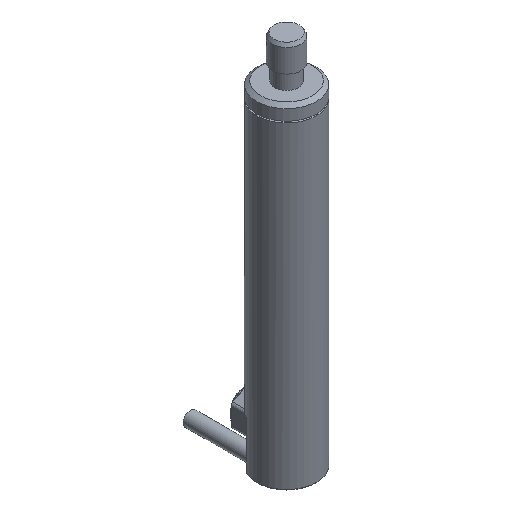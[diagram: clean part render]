
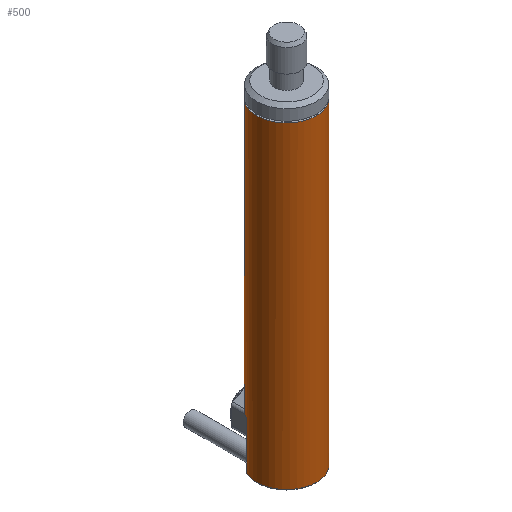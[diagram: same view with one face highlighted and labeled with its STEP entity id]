
A CAD part, isometric view. The second image highlights one B-rep face of the part: STEP entity #500.
In plain terms, the highlighted cylindrical face has radius 12.5 mm (diameter 25 mm), a full revolution.
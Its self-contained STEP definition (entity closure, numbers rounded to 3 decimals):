
#43=LINE('',#852,#72);
#45=LINE('',#855,#74);
#72=VECTOR('',#688,19.8);
#74=VECTOR('',#690,19.8);
#103=FACE_BOUND('',#179,.T.);
#137=FACE_OUTER_BOUND('',#178,.T.);
#178=EDGE_LOOP('',(#438,#439,#440,#441));
#179=EDGE_LOOP('',(#442));
#219=CIRCLE('',#551,12.5);
#220=CIRCLE('',#556,12.5);
#221=CIRCLE('',#558,12.5);
#263=VERTEX_POINT('',#836);
#264=VERTEX_POINT('',#841);
#265=VERTEX_POINT('',#851);
#266=VERTEX_POINT('',#853);
#267=VERTEX_POINT('',#860);
#321=EDGE_CURVE('',#263,#264,#219,.T.);
#325=EDGE_CURVE('',#265,#264,#43,.T.);
#327=EDGE_CURVE('',#263,#266,#45,.T.);
#328=EDGE_CURVE('',#266,#265,#220,.T.);
#329=EDGE_CURVE('',#267,#267,#221,.T.);
#438=ORIENTED_EDGE('',*,*,#321,.F.);
#439=ORIENTED_EDGE('',*,*,#327,.T.);
#440=ORIENTED_EDGE('',*,*,#328,.T.);
#441=ORIENTED_EDGE('',*,*,#325,.T.);
#442=ORIENTED_EDGE('',*,*,#329,.T.);
#472=CYLINDRICAL_SURFACE('',#557,12.5);
#500=ADVANCED_FACE('',(#137,#103),#472,.T.);
#551=AXIS2_PLACEMENT_3D('',#842,#680,#681);
#556=AXIS2_PLACEMENT_3D('',#858,#695,#696);
#557=AXIS2_PLACEMENT_3D('',#859,#697,#698);
#558=AXIS2_PLACEMENT_3D('',#861,#699,#700);
#680=DIRECTION('center_axis',(0.,0.,-1.));
#681=DIRECTION('ref_axis',(-1.,0.,0.));
#688=DIRECTION('',(0.,0.,-1.));
#690=DIRECTION('',(0.,0.,1.));
#695=DIRECTION('center_axis',(0.,0.,1.));
#696=DIRECTION('ref_axis',(-1.,0.,0.));
#697=DIRECTION('center_axis',(0.,0.,-1.));
#698=DIRECTION('ref_axis',(-1.,0.,0.));
#699=DIRECTION('center_axis',(0.,0.,-1.));
#700=DIRECTION('ref_axis',(1.,0.,0.));
#836=CARTESIAN_POINT('',(11.225,5.5,0.5));
#841=CARTESIAN_POINT('',(-11.225,5.5,0.5));
#842=CARTESIAN_POINT('Origin',(0.,0.,0.5));
#851=CARTESIAN_POINT('',(-11.225,5.5,20.3));
#852=CARTESIAN_POINT('',(-11.225,5.5,66.75));
#853=CARTESIAN_POINT('',(11.225,5.5,20.3));
#855=CARTESIAN_POINT('',(11.225,5.5,66.75));
#858=CARTESIAN_POINT('Origin',(0.,0.,20.3));
#859=CARTESIAN_POINT('Origin',(0.,0.,66.75));
#860=CARTESIAN_POINT('',(-12.5,0.,133.5));
#861=CARTESIAN_POINT('Origin',(0.,0.,133.5));
